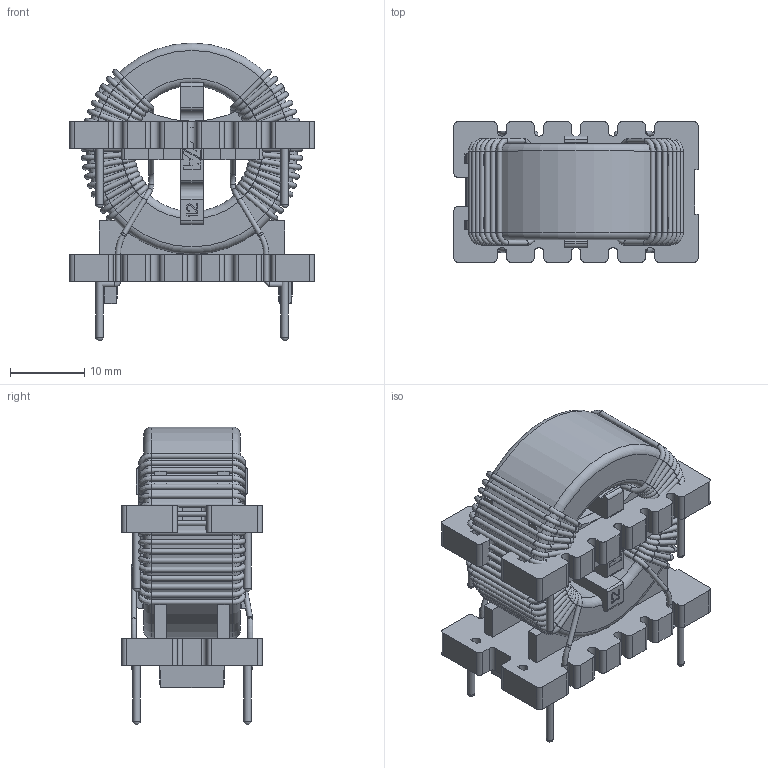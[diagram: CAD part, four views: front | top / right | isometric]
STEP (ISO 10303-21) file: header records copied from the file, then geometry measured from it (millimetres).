
FILE_DESCRIPTION( ( 'Unknown' ), '1' );
FILE_NAME( '7448050490_33x19x39.stp', 'Unknown', ( 'Unknown' ), ( 'Unknown' ), 'PSStep 14.0', 'Unknown', ' ' );
FILE_SCHEMA( ( 'AUTOMOTIVE_DESIGN { 1 0 10303 214 1 1 1 1 }' ) );
Length unit declared in the file: millimetre
Products named in the file (6): Assem1; Core_cased_XL; base plate_XL; turns; spacer-type-xl
Bounding box: 33 x 19 x 40.2 mm (x, y, z)
Volume: 17705.9 mm3; surface area: 17651.7 mm2
Topology: 10 solids, 10 shells, 1220 faces, 2830 edges, 1646 vertices
Faces by surface type: cylinder 490, plane 366, torus 196, bspline 144, sphere 24
Full cylindrical faces by diameter (mm): 0.7 x316, 1 x24, 17 x2, 28.5 x2
Entity records: 36960 total; most frequent: CARTESIAN_POINT 18070, DIRECTION 2640, ORIENTED_EDGE 2104, EDGE_CURVE 1052, AXIS2_PLACEMENT_3D 1052, EDGE_LOOP 974, FACE_OUTER_BOUND 948, STYLED_ITEM 928
